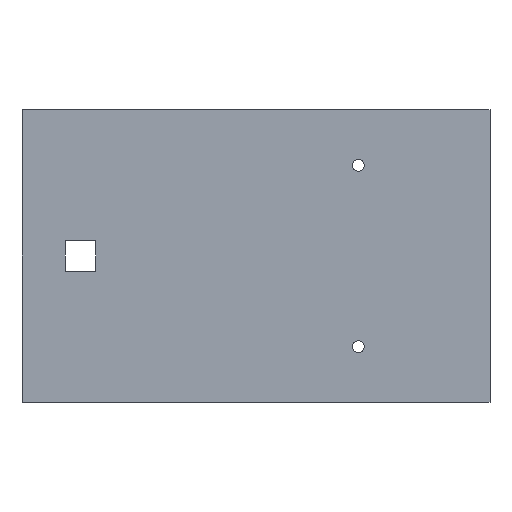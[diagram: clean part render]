
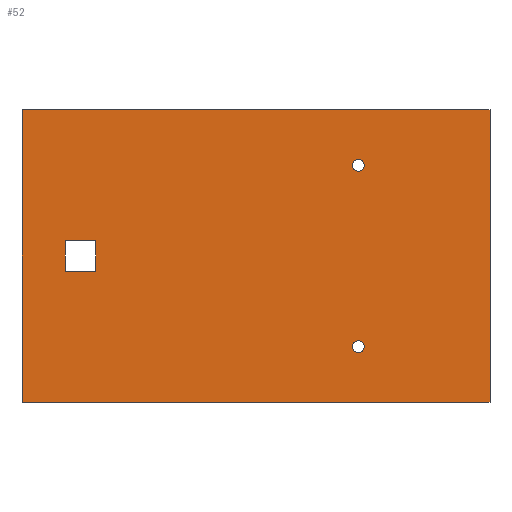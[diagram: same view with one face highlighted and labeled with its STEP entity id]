
A CAD part, front view. The second image highlights one B-rep face of the part: STEP entity #52.
In plain terms, the highlighted planar face has unit normal (0, -1, 0).
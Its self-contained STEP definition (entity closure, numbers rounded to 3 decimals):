
#1 = FACE_BOUND ( 'NONE', #65, .T. ) ;
#9 = ORIENTED_EDGE ( 'NONE', *, *, #288, .T. ) ;
#10 = CIRCLE ( 'NONE', #72, 2. ) ;
#16 = CARTESIAN_POINT ( 'NONE',  ( 160., 0., 0. ) ) ;
#20 = ORIENTED_EDGE ( 'NONE', *, *, #218, .T. ) ;
#31 = VECTOR ( 'NONE', #222, 1000. ) ;
#38 = EDGE_CURVE ( 'NONE', #323, #750, #246, .T. ) ;
#51 = VECTOR ( 'NONE', #795, 1000. ) ;
#52 = ADVANCED_FACE ( 'NONE', ( #145, #826, #621, #1 ), #87, .T. ) ;
#53 = CARTESIAN_POINT ( 'NONE',  ( 160., 0., 0. ) ) ;
#61 = VERTEX_POINT ( 'NONE', #841 ) ;
#62 = CARTESIAN_POINT ( 'NONE',  ( 0., 0., -100. ) ) ;
#65 = EDGE_LOOP ( 'NONE', ( #138, #893 ) ) ;
#72 = AXIS2_PLACEMENT_3D ( 'NONE', #486, #712, #412 ) ;
#75 = VERTEX_POINT ( 'NONE', #1001 ) ;
#83 = DIRECTION ( 'NONE',  ( 0., 1., 0. ) ) ;
#84 = VECTOR ( 'NONE', #490, 1000. ) ;
#87 = PLANE ( 'NONE',  #294 ) ;
#91 = ORIENTED_EDGE ( 'NONE', *, *, #38, .T. ) ;
#97 = EDGE_CURVE ( 'NONE', #61, #436, #104, .T. ) ;
#104 = LINE ( 'NONE', #1009, #203 ) ;
#122 = DIRECTION ( 'NONE',  ( 0., 1., 0. ) ) ;
#126 = VERTEX_POINT ( 'NONE', #848 ) ;
#136 = DIRECTION ( 'NONE',  ( -1., 0., 0. ) ) ;
#138 = ORIENTED_EDGE ( 'NONE', *, *, #631, .T. ) ;
#145 = FACE_BOUND ( 'NONE', #667, .T. ) ;
#165 = CARTESIAN_POINT ( 'NONE',  ( 14.75, 0., -44.75 ) ) ;
#167 = VERTEX_POINT ( 'NONE', #392 ) ;
#170 = VERTEX_POINT ( 'NONE', #544 ) ;
#188 = LINE ( 'NONE', #202, #242 ) ;
#193 = CARTESIAN_POINT ( 'NONE',  ( 115., 0., -19. ) ) ;
#200 = LINE ( 'NONE', #484, #835 ) ;
#202 = CARTESIAN_POINT ( 'NONE',  ( 14.75, 0., -55.25 ) ) ;
#203 = VECTOR ( 'NONE', #404, 1000. ) ;
#218 = EDGE_CURVE ( 'NONE', #436, #670, #601, .T. ) ;
#222 = DIRECTION ( 'NONE',  ( 1., 0., 0. ) ) ;
#231 = EDGE_CURVE ( 'NONE', #670, #167, #1012, .T. ) ;
#242 = VECTOR ( 'NONE', #136, 1000. ) ;
#246 = LINE ( 'NONE', #62, #31 ) ;
#252 = EDGE_LOOP ( 'NONE', ( #479, #726, #9, #91 ) ) ;
#275 = DIRECTION ( 'NONE',  ( 0., 0., -1. ) ) ;
#282 = AXIS2_PLACEMENT_3D ( 'NONE', #193, #122, #275 ) ;
#288 = EDGE_CURVE ( 'NONE', #681, #323, #200, .T. ) ;
#294 = AXIS2_PLACEMENT_3D ( 'NONE', #773, #620, #851 ) ;
#295 = CARTESIAN_POINT ( 'NONE',  ( 14.75, 0., -44.75 ) ) ;
#298 = EDGE_CURVE ( 'NONE', #75, #170, #10, .T. ) ;
#299 = ORIENTED_EDGE ( 'NONE', *, *, #541, .T. ) ;
#307 = DIRECTION ( 'NONE',  ( 0., 1., 0. ) ) ;
#315 = LINE ( 'NONE', #803, #482 ) ;
#322 = DIRECTION ( 'NONE',  ( 0., 0., -1. ) ) ;
#323 = VERTEX_POINT ( 'NONE', #877 ) ;
#341 = ORIENTED_EDGE ( 'NONE', *, *, #231, .T. ) ;
#392 = CARTESIAN_POINT ( 'NONE',  ( 25.25, 0., -55.25 ) ) ;
#403 = CIRCLE ( 'NONE', #978, 2. ) ;
#404 = DIRECTION ( 'NONE',  ( 0., 0., 1. ) ) ;
#412 = DIRECTION ( 'NONE',  ( 0., 0., -1. ) ) ;
#416 = EDGE_CURVE ( 'NONE', #449, #681, #315, .T. ) ;
#436 = VERTEX_POINT ( 'NONE', #295 ) ;
#449 = VERTEX_POINT ( 'NONE', #53 ) ;
#456 = CARTESIAN_POINT ( 'NONE',  ( 115., 0., -19. ) ) ;
#469 = LINE ( 'NONE', #16, #84 ) ;
#479 = ORIENTED_EDGE ( 'NONE', *, *, #843, .T. ) ;
#482 = VECTOR ( 'NONE', #967, 1000. ) ;
#484 = CARTESIAN_POINT ( 'NONE',  ( 0., 0., 0. ) ) ;
#486 = CARTESIAN_POINT ( 'NONE',  ( 115., 0., -81. ) ) ;
#490 = DIRECTION ( 'NONE',  ( 0., 0., 1. ) ) ;
#494 = ORIENTED_EDGE ( 'NONE', *, *, #298, .T. ) ;
#524 = CARTESIAN_POINT ( 'NONE',  ( 115., 0., -21. ) ) ;
#541 = EDGE_CURVE ( 'NONE', #167, #61, #188, .T. ) ;
#544 = CARTESIAN_POINT ( 'NONE',  ( 115., 0., -83. ) ) ;
#549 = CIRCLE ( 'NONE', #762, 2. ) ;
#573 = ORIENTED_EDGE ( 'NONE', *, *, #704, .T. ) ;
#601 = LINE ( 'NONE', #165, #51 ) ;
#617 = CARTESIAN_POINT ( 'NONE',  ( 115., 0., -81. ) ) ;
#620 = DIRECTION ( 'NONE',  ( 0., -1., 0. ) ) ;
#621 = FACE_BOUND ( 'NONE', #701, .T. ) ;
#631 = EDGE_CURVE ( 'NONE', #126, #636, #549, .T. ) ;
#633 = CARTESIAN_POINT ( 'NONE',  ( 25.25, 0., -44.75 ) ) ;
#636 = VERTEX_POINT ( 'NONE', #524 ) ;
#667 = EDGE_LOOP ( 'NONE', ( #299, #867, #20, #341 ) ) ;
#670 = VERTEX_POINT ( 'NONE', #915 ) ;
#681 = VERTEX_POINT ( 'NONE', #831 ) ;
#701 = EDGE_LOOP ( 'NONE', ( #494, #573 ) ) ;
#704 = EDGE_CURVE ( 'NONE', #170, #75, #403, .T. ) ;
#712 = DIRECTION ( 'NONE',  ( 0., 1., 0. ) ) ;
#726 = ORIENTED_EDGE ( 'NONE', *, *, #416, .T. ) ;
#749 = VECTOR ( 'NONE', #939, 1000. ) ;
#750 = VERTEX_POINT ( 'NONE', #1007 ) ;
#762 = AXIS2_PLACEMENT_3D ( 'NONE', #456, #307, #996 ) ;
#773 = CARTESIAN_POINT ( 'NONE',  ( 0., 0., 0. ) ) ;
#791 = DIRECTION ( 'NONE',  ( 0., 0., -1. ) ) ;
#795 = DIRECTION ( 'NONE',  ( 1., 0., 0. ) ) ;
#803 = CARTESIAN_POINT ( 'NONE',  ( 0., 0., 0. ) ) ;
#826 = FACE_OUTER_BOUND ( 'NONE', #252, .T. ) ;
#831 = CARTESIAN_POINT ( 'NONE',  ( 0., 0., 0. ) ) ;
#835 = VECTOR ( 'NONE', #791, 1000. ) ;
#841 = CARTESIAN_POINT ( 'NONE',  ( 14.75, 0., -55.25 ) ) ;
#843 = EDGE_CURVE ( 'NONE', #750, #449, #469, .T. ) ;
#848 = CARTESIAN_POINT ( 'NONE',  ( 115., 0., -17. ) ) ;
#851 = DIRECTION ( 'NONE',  ( 0., 0., -1. ) ) ;
#858 = CIRCLE ( 'NONE', #282, 2. ) ;
#867 = ORIENTED_EDGE ( 'NONE', *, *, #97, .T. ) ;
#877 = CARTESIAN_POINT ( 'NONE',  ( 0., 0., -100. ) ) ;
#893 = ORIENTED_EDGE ( 'NONE', *, *, #992, .T. ) ;
#915 = CARTESIAN_POINT ( 'NONE',  ( 25.25, 0., -44.75 ) ) ;
#939 = DIRECTION ( 'NONE',  ( 0., 0., -1. ) ) ;
#967 = DIRECTION ( 'NONE',  ( -1., 0., 0. ) ) ;
#978 = AXIS2_PLACEMENT_3D ( 'NONE', #617, #83, #322 ) ;
#992 = EDGE_CURVE ( 'NONE', #636, #126, #858, .T. ) ;
#996 = DIRECTION ( 'NONE',  ( 0., 0., -1. ) ) ;
#1001 = CARTESIAN_POINT ( 'NONE',  ( 115., 0., -79. ) ) ;
#1007 = CARTESIAN_POINT ( 'NONE',  ( 160., 0., -100. ) ) ;
#1009 = CARTESIAN_POINT ( 'NONE',  ( 14.75, 0., -44.75 ) ) ;
#1012 = LINE ( 'NONE', #633, #749 ) ;
